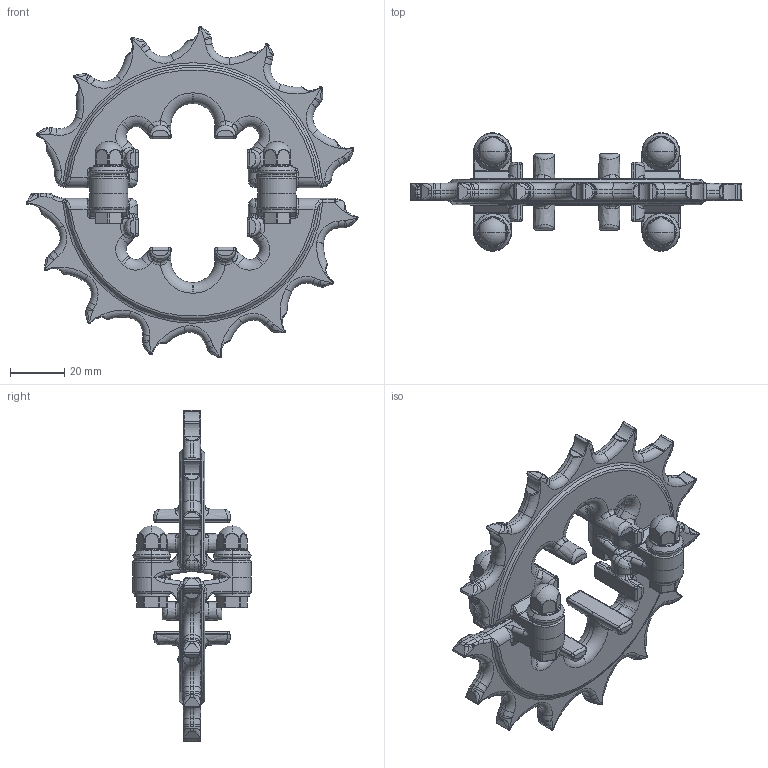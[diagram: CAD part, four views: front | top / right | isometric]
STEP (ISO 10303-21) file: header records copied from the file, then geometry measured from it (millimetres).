
FILE_DESCRIPTION((''),'2;1');
FILE_NAME('UNI_2P-HYG_S-MPB_Z15_T1_40_ASM','2019-06-13T07:51:54',('MTH'),(''),'CREO PARAMETRIC BY PTC INC, 2019030','CREO PARAMETRIC BY PTC INC, 2019030','');
FILE_SCHEMA(('AUTOMOTIVE_DESIGN { 1 0 10303 214 1 1 1 1 }'));
Products named in the file (6): T0513; T0567; WASHER; DIN931_M6_A4; DOME_ISO1587_M6; UNI_2P-HYG_S-MPB_Z15_T1_40_ASM
Assembly tree (18 placements, depth 2):
  UNI_2P-HYG_S-MPB_Z15_T1_40_ASM
    T0513
    T0567
    WASHER  x8
    DIN931_M6_A4  x4
    DOME_ISO1587_M6  x4
Bounding box: 122.3 x 43.6 x 122.22 mm (x, y, z)
Volume: 77878.2 mm3; surface area: 35872.7 mm2
Topology: 18 solids, 22 shells, 2068 faces, 5092 edges, 3080 vertices
Faces by surface type: bspline 841, cylinder 652, plane 289, torus 232, cone 44, sphere 10
Entity records: 151913 total; most frequent: CARTESIAN_POINT 93468, ORIENTED_EDGE 7632, DIRECTION 6305, PRESENTATION_STYLE_ASSIGNMENT 5365, STYLED_ITEM 5365, CURVE_STYLE 3867, EDGE_CURVE 3818, AXIS2_PLACEMENT_3D 2654
